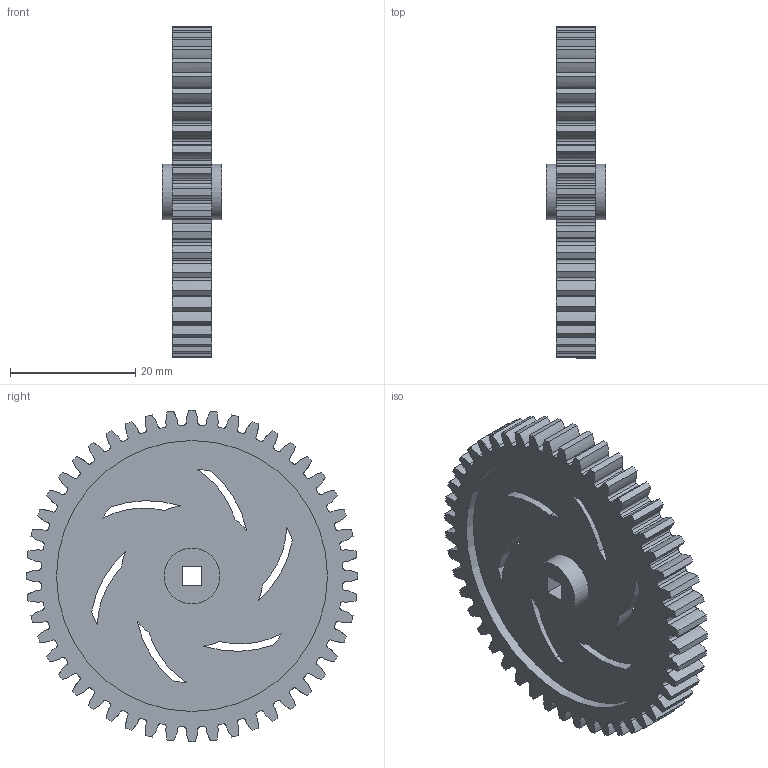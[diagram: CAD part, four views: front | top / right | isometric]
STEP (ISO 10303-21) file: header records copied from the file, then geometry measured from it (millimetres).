
FILE_DESCRIPTION(/* description */ (''),/* implementation_level */ '2;1');
FILE_NAME(/* name */ '48-Tooth Gear-Red.ipt.step',/* time_stamp */ '2020-04-16T23:21:47-04:00',/* author */ ('Jordan'),/* organization */ (''),/* preprocessor_version */ 'ST-DEVELOPER v17',/* originating_system */ 'Autodesk Inventor 2019',/* authorisation */ '');
FILE_SCHEMA (('AUTOMOTIVE_DESIGN { 1 0 10303 214 3 1 1 }'));
Length unit declared in the file: inch
Products named in the file (1): 48-Tooth Gear-Red
Bounding box: 9.53 x 52.92 x 52.92 mm (x, y, z)
Volume: 8168.9 mm3; surface area: 7177.3 mm2
Topology: 1 solids, 1 shells, 326 faces, 968 edges, 648 vertices
Faces by surface type: cylinder 220, bspline 96, plane 10
Full cylindrical faces by diameter (mm): 8.89 x2, 43.18 x2
Entity records: 15367 total; most frequent: CARTESIAN_POINT 6769, ORIENTED_EDGE 1936, DIRECTION 1686, EDGE_CURVE 968, AXIS2_PLACEMENT_3D 679, VERTEX_POINT 648, CIRCLE 448, EDGE_LOOP 344
